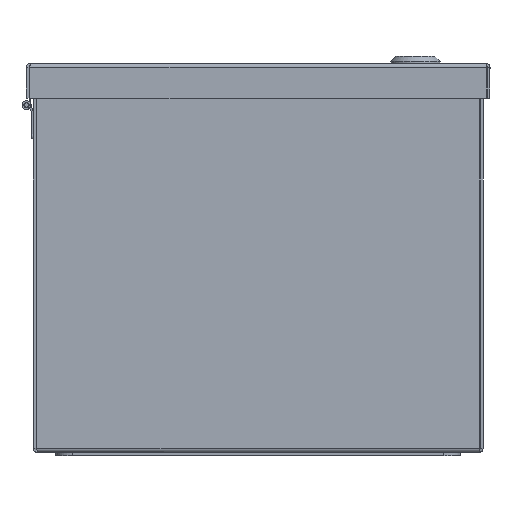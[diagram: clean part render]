
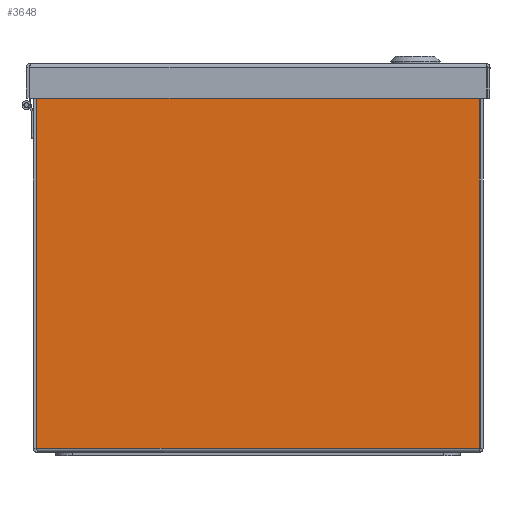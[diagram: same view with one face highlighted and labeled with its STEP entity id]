
A CAD part, left-side view. The second image highlights one B-rep face of the part: STEP entity #3648.
In plain terms, the highlighted planar face has unit normal (-1, 0, 0).
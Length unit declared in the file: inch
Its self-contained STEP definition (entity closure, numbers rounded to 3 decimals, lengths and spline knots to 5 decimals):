
#255 = CARTESIAN_POINT ( 'NONE',  ( -8., -5.92099, 2.59325 ) ) ;
#1667 = CARTESIAN_POINT ( 'NONE',  ( -8., -5.92099, -1.29824 ) ) ;
#2063 = LINE ( 'NONE', #41143, #37439 ) ;
#2216 = DIRECTION ( 'NONE',  ( 0., 0., 1. ) ) ;
#3126 = FACE_OUTER_BOUND ( 'NONE', #28119, .T. ) ;
#3561 = EDGE_CURVE ( 'NONE', #38596, #20787, #2063, .T. ) ;
#3648 = ADVANCED_FACE ( 'NONE', ( #3126 ), #11968, .F. ) ;
#4587 = DIRECTION ( 'NONE',  ( 0., 1., 0. ) ) ;
#4624 = CARTESIAN_POINT ( 'NONE',  ( -8., 3.92319, -1.29824 ) ) ;
#5436 = DIRECTION ( 'NONE',  ( 1., 0., 0. ) ) ;
#5870 = ORIENTED_EDGE ( 'NONE', *, *, #22975, .F. ) ;
#8652 = DIRECTION ( 'NONE',  ( 0., 0., -1. ) ) ;
#11145 = DIRECTION ( 'NONE',  ( 0., 0., 1. ) ) ;
#11968 = PLANE ( 'NONE',  #20281 ) ;
#13092 = ORIENTED_EDGE ( 'NONE', *, *, #3561, .F. ) ;
#16477 = LINE ( 'NONE', #4624, #27940 ) ;
#17394 = VECTOR ( 'NONE', #23091, 39.37008 ) ;
#18653 = VECTOR ( 'NONE', #8652, 39.37008 ) ;
#19558 = CARTESIAN_POINT ( 'NONE',  ( -8., -5.92099, -5.22025 ) ) ;
#19708 = ORIENTED_EDGE ( 'NONE', *, *, #40088, .F. ) ;
#20281 = AXIS2_PLACEMENT_3D ( 'NONE', #29098, #5436, #2216 ) ;
#20403 = EDGE_CURVE ( 'NONE', #21809, #34958, #35567, .T. ) ;
#20787 = VERTEX_POINT ( 'NONE', #24970 ) ;
#21809 = VERTEX_POINT ( 'NONE', #38657 ) ;
#22817 = CARTESIAN_POINT ( 'NONE',  ( -8., -0.9989, 2.59325 ) ) ;
#22975 = EDGE_CURVE ( 'NONE', #20787, #21809, #16477, .T. ) ;
#23091 = DIRECTION ( 'NONE',  ( 0., -1., 0. ) ) ;
#24970 = CARTESIAN_POINT ( 'NONE',  ( -8., 3.92319, -5.22025 ) ) ;
#27940 = VECTOR ( 'NONE', #11145, 39.37008 ) ;
#28119 = EDGE_LOOP ( 'NONE', ( #5870, #13092, #19708, #28476 ) ) ;
#28476 = ORIENTED_EDGE ( 'NONE', *, *, #20403, .F. ) ;
#29098 = CARTESIAN_POINT ( 'NONE',  ( -8., -0.9989, -1.29824 ) ) ;
#31653 = LINE ( 'NONE', #1667, #18653 ) ;
#34958 = VERTEX_POINT ( 'NONE', #255 ) ;
#35567 = LINE ( 'NONE', #22817, #17394 ) ;
#37439 = VECTOR ( 'NONE', #4587, 39.37008 ) ;
#38596 = VERTEX_POINT ( 'NONE', #19558 ) ;
#38657 = CARTESIAN_POINT ( 'NONE',  ( -8., 3.92319, 2.59325 ) ) ;
#40088 = EDGE_CURVE ( 'NONE', #34958, #38596, #31653, .T. ) ;
#41143 = CARTESIAN_POINT ( 'NONE',  ( -8., -0.9989, -5.22025 ) ) ;
